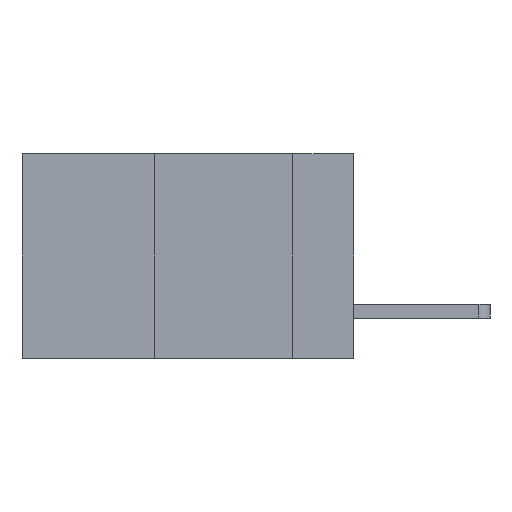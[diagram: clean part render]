
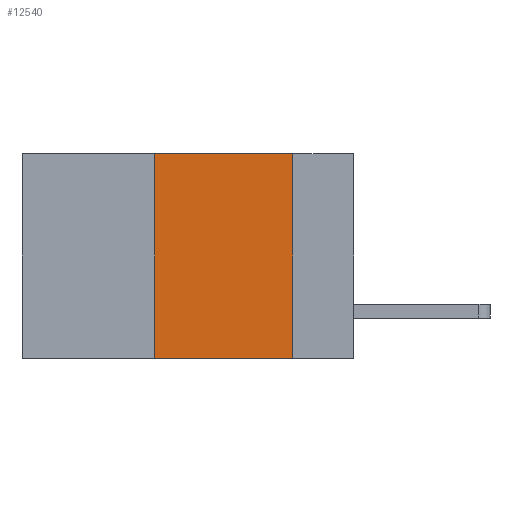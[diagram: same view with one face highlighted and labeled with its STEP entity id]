
A CAD part, left-side view. The second image highlights one B-rep face of the part: STEP entity #12540.
In plain terms, the highlighted planar face has unit normal (-1, 0, 0).
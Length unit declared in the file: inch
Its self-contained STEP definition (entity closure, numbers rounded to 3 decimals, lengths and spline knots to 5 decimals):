
#76 = VERTEX_POINT ( 'NONE', #10871 ) ;
#404 = FACE_OUTER_BOUND ( 'NONE', #13189, .T. ) ;
#791 = VECTOR ( 'NONE', #6423, 39.37008 ) ;
#1313 = DIRECTION ( 'NONE',  ( 0., -1., 0. ) ) ;
#1913 = ORIENTED_EDGE ( 'NONE', *, *, #14309, .F. ) ;
#1946 = CARTESIAN_POINT ( 'NONE',  ( 0., 0.11, 0. ) ) ;
#2077 = EDGE_CURVE ( 'NONE', #6532, #8923, #6946, .T. ) ;
#2096 = DIRECTION ( 'NONE',  ( 0., -1., 0. ) ) ;
#3021 = LINE ( 'NONE', #5352, #791 ) ;
#3756 = PLANE ( 'NONE',  #14074 ) ;
#4846 = DIRECTION ( 'NONE',  ( 1., 0., 0. ) ) ;
#5112 = CARTESIAN_POINT ( 'NONE',  ( 0., 0.36, -0.37 ) ) ;
#5155 = ORIENTED_EDGE ( 'NONE', *, *, #2077, .F. ) ;
#5352 = CARTESIAN_POINT ( 'NONE',  ( 0., 0.11, 0. ) ) ;
#6120 = VECTOR ( 'NONE', #11621, 39.37008 ) ;
#6263 = EDGE_CURVE ( 'NONE', #6532, #76, #11150, .T. ) ;
#6423 = DIRECTION ( 'NONE',  ( 0., 0., -1. ) ) ;
#6503 = VECTOR ( 'NONE', #2096, 39.37008 ) ;
#6532 = VERTEX_POINT ( 'NONE', #5112 ) ;
#6946 = LINE ( 'NONE', #13655, #6120 ) ;
#7209 = VERTEX_POINT ( 'NONE', #1946 ) ;
#7663 = ORIENTED_EDGE ( 'NONE', *, *, #10261, .F. ) ;
#8649 = CARTESIAN_POINT ( 'NONE',  ( 0., 0.6, 0. ) ) ;
#8727 = LINE ( 'NONE', #8649, #6503 ) ;
#8923 = VERTEX_POINT ( 'NONE', #13878 ) ;
#10261 = EDGE_CURVE ( 'NONE', #7209, #76, #3021, .T. ) ;
#10871 = CARTESIAN_POINT ( 'NONE',  ( 0., 0.11, -0.37 ) ) ;
#11150 = LINE ( 'NONE', #12309, #13950 ) ;
#11621 = DIRECTION ( 'NONE',  ( 0., 0., 1. ) ) ;
#12309 = CARTESIAN_POINT ( 'NONE',  ( 0., 0.6, -0.37 ) ) ;
#12428 = CARTESIAN_POINT ( 'NONE',  ( 0., 0.6, 0. ) ) ;
#12540 = ADVANCED_FACE ( 'NONE', ( #404 ), #3756, .F. ) ;
#12631 = DIRECTION ( 'NONE',  ( 0., 0., -1. ) ) ;
#13189 = EDGE_LOOP ( 'NONE', ( #7663, #1913, #5155, #13729 ) ) ;
#13655 = CARTESIAN_POINT ( 'NONE',  ( 0., 0.36, 0. ) ) ;
#13729 = ORIENTED_EDGE ( 'NONE', *, *, #6263, .T. ) ;
#13878 = CARTESIAN_POINT ( 'NONE',  ( 0., 0.36, 0. ) ) ;
#13950 = VECTOR ( 'NONE', #1313, 39.37008 ) ;
#14074 = AXIS2_PLACEMENT_3D ( 'NONE', #12428, #4846, #12631 ) ;
#14309 = EDGE_CURVE ( 'NONE', #8923, #7209, #8727, .T. ) ;
